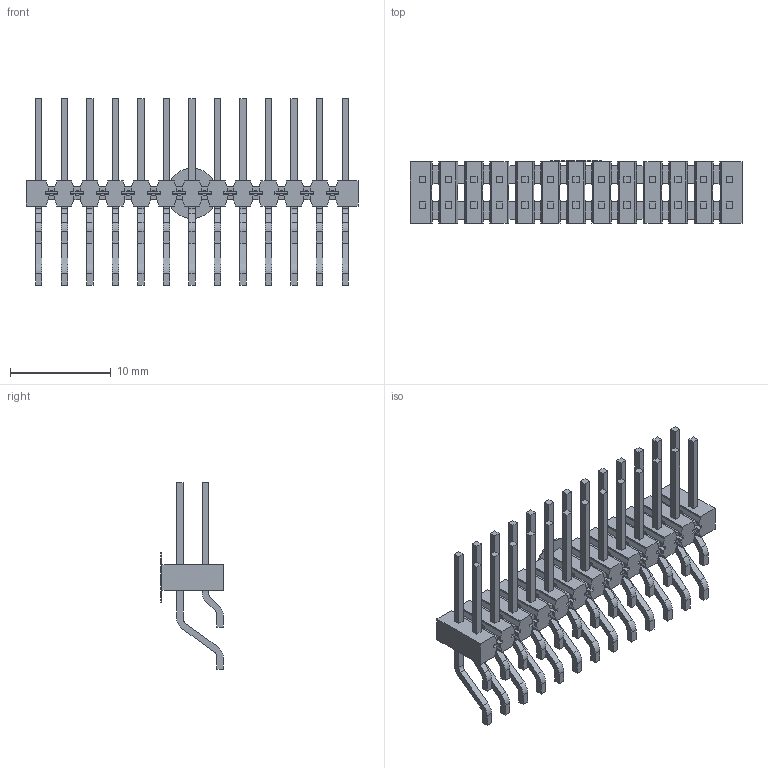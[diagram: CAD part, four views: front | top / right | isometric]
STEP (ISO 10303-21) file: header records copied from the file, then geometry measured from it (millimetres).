
FILE_DESCRIPTION(/* description */ ('STEP AP214'),/* implementation_level */ '2;1');
FILE_NAME(/* name */ 'TSM-113-02-T-DH-K-TR',/* time_stamp */ '2022-07-03T15:40:49+02:00',/* author */ ('License CC BY-ND 4.0'),/* organization */ ('CADENAS'),/* preprocessor_version */ 'ST-DEVELOPER v18.102',/* originating_system */ 'PARTsolutions',/* authorisation */ ' ');
FILE_SCHEMA (('AUTOMOTIVE_DESIGN {1 0 10303 214 3 1 1}'));
Length unit declared in the file: inch
Products named in the file (4): TSM-113-02-T-DH-K-TR; TSM_polyimide_film; T-1S6-09(-02-13-DH); TSM-113-02-DH_body
Assembly tree (3 placements, depth 2):
  TSM-113-02-T-DH-K-TR
    TSM_polyimide_film
    T-1S6-09(-02-13-DH)
    TSM-113-02-DH_body
Bounding box: 33.02 x 6.22 x 18.54 mm (x, y, z)
Volume: 557.5 mm3; surface area: 2354.4 mm2
Topology: 3 solids, 3 shells, 1283 faces, 3651 edges, 2402 vertices
Faces by surface type: plane 1130, cylinder 153
Full cylindrical faces by diameter (mm): 5.004 x1
Entity records: 41303 total; most frequent: CARTESIAN_POINT 7339, ORIENTED_EDGE 7300, DIRECTION 6530, EDGE_CURVE 3650, LINE 3344, VECTOR 3344, VERTEX_POINT 2402, AXIS2_PLACEMENT_3D 1593
